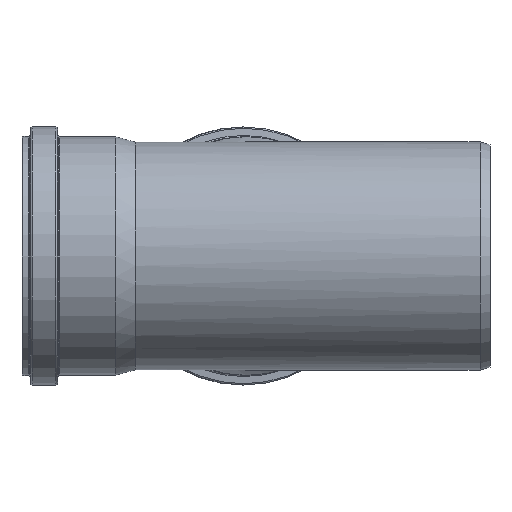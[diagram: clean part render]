
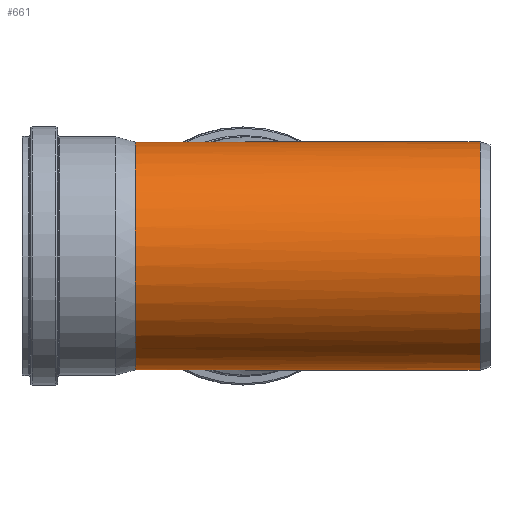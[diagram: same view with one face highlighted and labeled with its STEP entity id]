
A CAD part, left-side view. The second image highlights one B-rep face of the part: STEP entity #661.
In plain terms, the highlighted cylindrical face has radius 80.15 mm (diameter 160.3 mm), a full revolution.
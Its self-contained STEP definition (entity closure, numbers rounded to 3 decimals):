
#53=FACE_BOUND('',#256,.T.);
#110=CIRCLE('',#727,80.15);
#111=CIRCLE('',#728,80.15);
#165=CYLINDRICAL_SURFACE('',#726,80.15);
#186=B_SPLINE_CURVE_WITH_KNOTS('',3,(#1340,#1341,#1342,#1343,#1344,#1345,
#1346,#1347,#1348,#1349),.UNSPECIFIED.,.F.,.F.,(4,2,2,2,4),(0.,0.047,
0.064,0.075,0.079),.UNSPECIFIED.);
#188=B_SPLINE_CURVE_WITH_KNOTS('',3,(#1360,#1361,#1362,#1363,#1364,#1365,
#1366,#1367,#1368,#1369,#1370,#1371),.UNSPECIFIED.,.F.,.F.,(4,2,2,2,2,4),
(3.15,3.155,3.208,3.276,3.402,
3.618),.UNSPECIFIED.);
#195=FACE_OUTER_BOUND('',#255,.T.);
#255=EDGE_LOOP('',(#532));
#256=EDGE_LOOP('',(#533,#534,#535,#536,#537,#538));
#367=ELLIPSE('',#719,112.288,80.15);
#369=ELLIPSE('',#721,117.423,80.15);
#370=ELLIPSE('',#722,117.423,80.15);
#374=VERTEX_POINT('',#1148);
#375=VERTEX_POINT('',#1149);
#377=VERTEX_POINT('',#1189);
#378=VERTEX_POINT('',#1242);
#382=VERTEX_POINT('',#1339);
#383=VERTEX_POINT('',#1350);
#384=VERTEX_POINT('',#1385);
#440=EDGE_CURVE('',#375,#374,#367,.T.);
#442=EDGE_CURVE('',#374,#377,#369,.T.);
#444=EDGE_CURVE('',#378,#375,#370,.T.);
#449=EDGE_CURVE('',#382,#377,#186,.T.);
#451=EDGE_CURVE('',#378,#383,#188,.T.);
#454=EDGE_CURVE('',#384,#384,#110,.T.);
#455=EDGE_CURVE('',#383,#382,#111,.T.);
#532=ORIENTED_EDGE('',*,*,#454,.F.);
#533=ORIENTED_EDGE('',*,*,#451,.T.);
#534=ORIENTED_EDGE('',*,*,#455,.T.);
#535=ORIENTED_EDGE('',*,*,#449,.T.);
#536=ORIENTED_EDGE('',*,*,#442,.F.);
#537=ORIENTED_EDGE('',*,*,#440,.F.);
#538=ORIENTED_EDGE('',*,*,#444,.F.);
#661=ADVANCED_FACE('',(#195,#53),#165,.T.);
#719=AXIS2_PLACEMENT_3D('',#1151,#841,#842);
#721=AXIS2_PLACEMENT_3D('',#1190,#845,#846);
#722=AXIS2_PLACEMENT_3D('',#1243,#847,#848);
#726=AXIS2_PLACEMENT_3D('',#1384,#855,#856);
#727=AXIS2_PLACEMENT_3D('',#1386,#857,#858);
#728=AXIS2_PLACEMENT_3D('',#1387,#859,#860);
#841=DIRECTION('center_axis',(0.7,0.714,0.));
#842=DIRECTION('ref_axis',(0.714,-0.7,0.));
#845=DIRECTION('center_axis',(0.731,-0.683,0.));
#846=DIRECTION('ref_axis',(0.683,0.731,0.));
#847=DIRECTION('center_axis',(0.731,-0.683,0.));
#848=DIRECTION('ref_axis',(0.683,0.731,0.));
#855=DIRECTION('center_axis',(0.,-1.,0.));
#856=DIRECTION('ref_axis',(1.,0.,0.));
#857=DIRECTION('center_axis',(0.,-1.,0.));
#858=DIRECTION('ref_axis',(1.,0.,0.));
#859=DIRECTION('center_axis',(0.,-1.,0.));
#860=DIRECTION('ref_axis',(1.,0.,0.));
#1148=CARTESIAN_POINT('',(0.,-82.235,-80.15));
#1149=CARTESIAN_POINT('',(0.,-82.235,80.15));
#1151=CARTESIAN_POINT('Origin',(0.,-82.235,
0.));
#1189=CARTESIAN_POINT('',(76.589,-0.232,-23.624));
#1190=CARTESIAN_POINT('Origin',(0.,-82.235,
0.));
#1242=CARTESIAN_POINT('',(76.589,-0.232,23.624));
#1243=CARTESIAN_POINT('Origin',(0.,-82.235,
0.));
#1339=CARTESIAN_POINT('',(76.386,0.,-24.274));
#1340=CARTESIAN_POINT('Ctrl Pts',(76.386,0.,
-24.274));
#1341=CARTESIAN_POINT('Ctrl Pts',(76.433,0.,
-24.125));
#1342=CARTESIAN_POINT('Ctrl Pts',(76.485,-0.012,
-23.961));
#1343=CARTESIAN_POINT('Ctrl Pts',(76.539,-0.073,
-23.786));
#1344=CARTESIAN_POINT('Ctrl Pts',(76.554,-0.095,
-23.738));
#1345=CARTESIAN_POINT('Ctrl Pts',(76.574,-0.148,-23.675));
#1346=CARTESIAN_POINT('Ctrl Pts',(76.58,-0.171,-23.654));
#1347=CARTESIAN_POINT('Ctrl Pts',(76.587,-0.21,-23.633));
#1348=CARTESIAN_POINT('Ctrl Pts',(76.588,-0.221,-23.628));
#1349=CARTESIAN_POINT('Ctrl Pts',(76.589,-0.232,-23.624));
#1350=CARTESIAN_POINT('',(76.386,0.,24.274));
#1360=CARTESIAN_POINT('Ctrl Pts',(76.589,-0.232,23.624));
#1361=CARTESIAN_POINT('Ctrl Pts',(76.589,-0.229,23.625));
#1362=CARTESIAN_POINT('Ctrl Pts',(76.589,-0.227,23.626));
#1363=CARTESIAN_POINT('Ctrl Pts',(76.585,-0.198,23.637));
#1364=CARTESIAN_POINT('Ctrl Pts',(76.581,-0.175,23.652));
#1365=CARTESIAN_POINT('Ctrl Pts',(76.568,-0.128,23.694));
#1366=CARTESIAN_POINT('Ctrl Pts',(76.559,-0.108,23.723));
#1367=CARTESIAN_POINT('Ctrl Pts',(76.532,-0.06,
23.81));
#1368=CARTESIAN_POINT('Ctrl Pts',(76.511,-0.041,
23.876));
#1369=CARTESIAN_POINT('Ctrl Pts',(76.458,-0.007,
24.045));
#1370=CARTESIAN_POINT('Ctrl Pts',(76.42,0.,
24.165));
#1371=CARTESIAN_POINT('Ctrl Pts',(76.386,0.,
24.274));
#1384=CARTESIAN_POINT('Origin',(0.,-121.213,
0.));
#1385=CARTESIAN_POINT('',(80.15,-242.425,0.));
#1386=CARTESIAN_POINT('Origin',(0.,-242.425,
0.));
#1387=CARTESIAN_POINT('Origin',(0.,0.,
0.));
